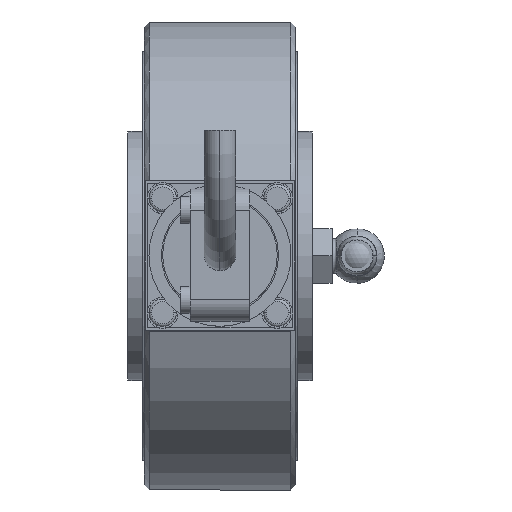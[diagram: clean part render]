
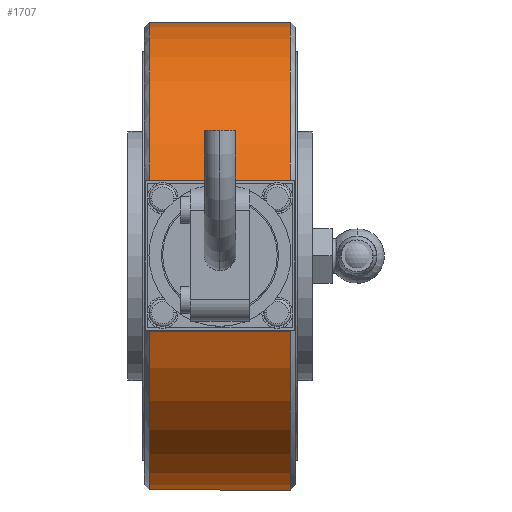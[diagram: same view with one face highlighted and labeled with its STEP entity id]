
A CAD part, top view. The second image highlights one B-rep face of the part: STEP entity #1707.
In plain terms, the highlighted cylindrical face has radius 47 mm (diameter 94 mm), a partial arc.
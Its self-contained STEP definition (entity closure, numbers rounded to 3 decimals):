
#1545=CARTESIAN_POINT('',(-14.15,44.5,-15.124));
#1546=VERTEX_POINT('',#1545);
#1568=CARTESIAN_POINT('',(-14.15,44.5,15.124));
#1569=VERTEX_POINT('',#1568);
#1583=CARTESIAN_POINT('',(14.15,44.5,15.124));
#1584=VERTEX_POINT('',#1583);
#1585=CARTESIAN_POINT('',(14.15,44.5,15.124));
#1586=DIRECTION('',(-1.0,0.0,0.0));
#1587=VECTOR('',#1586,28.3);
#1588=LINE('',#1585,#1587);
#1589=EDGE_CURVE('',#1584,#1569,#1588,.T.);
#1614=CARTESIAN_POINT('',(14.15,44.5,-15.124));
#1615=VERTEX_POINT('',#1614);
#1629=CARTESIAN_POINT('',(-14.15,44.5,-15.124));
#1630=DIRECTION('',(1.0,0.0,0.0));
#1631=VECTOR('',#1630,28.3);
#1632=LINE('',#1629,#1631);
#1633=EDGE_CURVE('',#1546,#1615,#1632,.T.);
#1684=CARTESIAN_POINT('',(0.,0.0,0.0));
#1685=DIRECTION('',(1.0,0.0,0.0));
#1686=DIRECTION('',(0.0,1.0,0.0));
#1687=AXIS2_PLACEMENT_3D('',#1684,#1685,#1686);
#1688=CYLINDRICAL_SURFACE('',#1687,47.);
#1689=ORIENTED_EDGE('',*,*,#1633,.T.);
#1690=CARTESIAN_POINT('',(14.15,0.0,0.0));
#1691=DIRECTION('',(1.0,0.0,0.0));
#1692=DIRECTION('',(0.0,1.0,0.0));
#1693=AXIS2_PLACEMENT_3D('',#1690,#1691,#1692);
#1694=CIRCLE('',#1693,47.);
#1695=EDGE_CURVE('',#1584,#1615,#1694,.T.);
#1696=ORIENTED_EDGE('',*,*,#1695,.F.);
#1697=ORIENTED_EDGE('',*,*,#1589,.T.);
#1698=CARTESIAN_POINT('',(-14.15,0.0,0.0));
#1699=DIRECTION('',(1.0,0.0,0.0));
#1700=DIRECTION('',(0.0,1.0,0.0));
#1701=AXIS2_PLACEMENT_3D('',#1698,#1699,#1700);
#1702=CIRCLE('',#1701,47.);
#1703=EDGE_CURVE('',#1569,#1546,#1702,.T.);
#1704=ORIENTED_EDGE('',*,*,#1703,.T.);
#1705=EDGE_LOOP('',(#1689,#1696,#1697,#1704));
#1706=FACE_OUTER_BOUND('',#1705,.T.);
#1707=ADVANCED_FACE('',(#1706),#1688,.T.);
